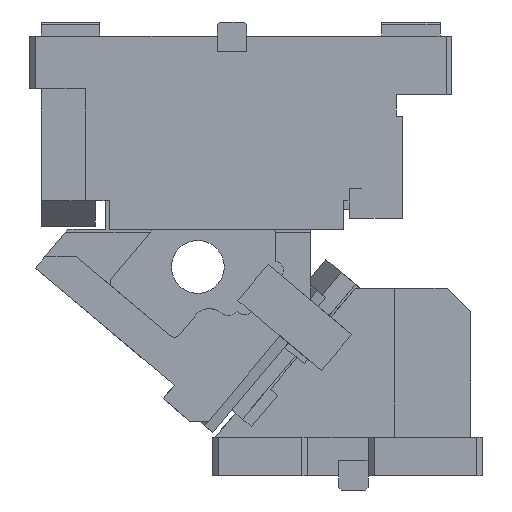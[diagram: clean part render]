
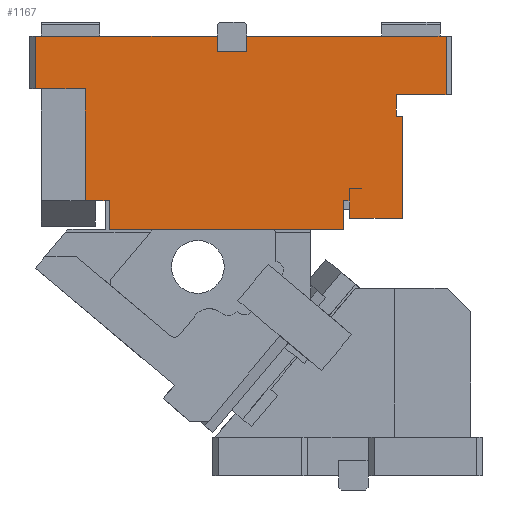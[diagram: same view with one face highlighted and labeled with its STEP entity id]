
A CAD part, left-side view. The second image highlights one B-rep face of the part: STEP entity #1167.
In plain terms, the highlighted planar face has unit normal (-1, 0, 0).
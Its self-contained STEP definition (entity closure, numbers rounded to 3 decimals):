
#627=CARTESIAN_POINT('Vertex',(40.859,2556.325,104.745)) ;
#630=CARTESIAN_POINT('Line Origine',(40.859,2558.575,104.745)) ;
#634=CARTESIAN_POINT('Vertex',(40.859,2560.825,104.745)) ;
#658=CARTESIAN_POINT('Vertex',(40.859,2556.325,115.245)) ;
#661=CARTESIAN_POINT('Line Origine',(40.859,2556.325,109.995)) ;
#682=CARTESIAN_POINT('Vertex',(40.859,2545.825,115.245)) ;
#685=CARTESIAN_POINT('Line Origine',(40.859,2551.075,115.245)) ;
#715=CARTESIAN_POINT('Vertex',(40.859,2545.825,114.745)) ;
#718=CARTESIAN_POINT('Line Origine',(40.859,2545.825,114.995)) ;
#935=CARTESIAN_POINT('Vertex',(40.859,2560.825,79.745)) ;
#945=CARTESIAN_POINT('Line Origine',(40.859,2560.825,92.245)) ;
#991=CARTESIAN_POINT('Vertex',(40.859,2760.825,79.745)) ;
#994=CARTESIAN_POINT('Line Origine',(40.859,2760.825,92.245)) ;
#998=CARTESIAN_POINT('Vertex',(40.859,2760.825,104.745)) ;
#1014=CARTESIAN_POINT('Axis2P3D Location',(40.859,2658.981,176.441)) ;
#1019=CARTESIAN_POINT('Line Origine',(40.859,2516.158,185.873)) ;
#1023=CARTESIAN_POINT('Vertex',(40.859,2516.158,195.)) ;
#1025=CARTESIAN_POINT('Vertex',(40.859,2516.158,176.745)) ;
#1028=CARTESIAN_POINT('Line Origine',(40.859,2494.908,195.)) ;
#1032=CARTESIAN_POINT('Vertex',(40.859,2473.658,195.)) ;
#1035=CARTESIAN_POINT('Line Origine',(40.859,2473.658,220.)) ;
#1039=CARTESIAN_POINT('Vertex',(40.859,2473.658,245.)) ;
#1042=CARTESIAN_POINT('Line Origine',(40.859,2558.658,245.)) ;
#1046=CARTESIAN_POINT('Vertex',(40.859,2643.658,245.)) ;
#1049=CARTESIAN_POINT('Line Origine',(40.859,2643.658,238.5)) ;
#1053=CARTESIAN_POINT('Vertex',(40.859,2643.658,232.)) ;
#1056=CARTESIAN_POINT('Line Origine',(40.859,2656.158,232.)) ;
#1060=CARTESIAN_POINT('Vertex',(40.859,2668.658,232.)) ;
#1063=CARTESIAN_POINT('Line Origine',(40.859,2668.658,238.5)) ;
#1067=CARTESIAN_POINT('Vertex',(40.859,2668.658,245.)) ;
#1070=CARTESIAN_POINT('Line Origine',(40.859,2746.158,245.)) ;
#1074=CARTESIAN_POINT('Vertex',(40.859,2823.658,245.)) ;
#1077=CARTESIAN_POINT('Line Origine',(40.859,2823.658,222.5)) ;
#1081=CARTESIAN_POINT('Vertex',(40.859,2823.658,200.)) ;
#1084=CARTESIAN_POINT('Line Origine',(40.859,2802.408,200.)) ;
#1088=CARTESIAN_POINT('Vertex',(40.859,2781.158,200.)) ;
#1091=CARTESIAN_POINT('Line Origine',(40.859,2781.158,152.373)) ;
#1095=CARTESIAN_POINT('Vertex',(40.859,2781.158,104.745)) ;
#1098=CARTESIAN_POINT('Line Origine',(40.859,2770.992,104.745)) ;
#1103=CARTESIAN_POINT('Line Origine',(40.859,2660.825,79.745)) ;
#1108=CARTESIAN_POINT('Line Origine',(40.859,2550.825,114.745)) ;
#1112=CARTESIAN_POINT('Vertex',(40.859,2555.825,114.745)) ;
#1115=CARTESIAN_POINT('Line Origine',(40.859,2555.825,102.245)) ;
#1119=CARTESIAN_POINT('Vertex',(40.859,2555.825,89.745)) ;
#1122=CARTESIAN_POINT('Line Origine',(40.859,2533.325,89.745)) ;
#1126=CARTESIAN_POINT('Vertex',(40.859,2510.825,89.745)) ;
#1129=CARTESIAN_POINT('Line Origine',(40.859,2510.825,133.245)) ;
#1133=CARTESIAN_POINT('Vertex',(40.859,2510.825,176.745)) ;
#1136=CARTESIAN_POINT('Line Origine',(40.859,2513.492,176.745)) ;
#631=DIRECTION('Vector Direction',(0.,-1.,0.)) ;
#662=DIRECTION('Vector Direction',(0.,0.,1.)) ;
#686=DIRECTION('Vector Direction',(0.,-1.,0.)) ;
#719=DIRECTION('Vector Direction',(0.,0.,-1.)) ;
#946=DIRECTION('Vector Direction',(0.,0.,1.)) ;
#995=DIRECTION('Vector Direction',(0.,0.,1.)) ;
#1015=DIRECTION('Axis2P3D Direction',(-1.,0.,0.)) ;
#1016=DIRECTION('Axis2P3D XDirection',(0.,1.,0.)) ;
#1020=DIRECTION('Vector Direction',(0.,0.,-1.)) ;
#1029=DIRECTION('Vector Direction',(0.,-1.,0.)) ;
#1036=DIRECTION('Vector Direction',(0.,0.,-1.)) ;
#1043=DIRECTION('Vector Direction',(0.,-1.,0.)) ;
#1050=DIRECTION('Vector Direction',(0.,0.,-1.)) ;
#1057=DIRECTION('Vector Direction',(0.,1.,0.)) ;
#1064=DIRECTION('Vector Direction',(0.,0.,1.)) ;
#1071=DIRECTION('Vector Direction',(0.,-1.,0.)) ;
#1078=DIRECTION('Vector Direction',(0.,0.,1.)) ;
#1085=DIRECTION('Vector Direction',(0.,-1.,0.)) ;
#1092=DIRECTION('Vector Direction',(0.,0.,1.)) ;
#1099=DIRECTION('Vector Direction',(0.,1.,0.)) ;
#1104=DIRECTION('Vector Direction',(0.,-1.,0.)) ;
#1109=DIRECTION('Vector Direction',(0.,-1.,0.)) ;
#1116=DIRECTION('Vector Direction',(0.,0.,-1.)) ;
#1123=DIRECTION('Vector Direction',(0.,1.,0.)) ;
#1130=DIRECTION('Vector Direction',(0.,0.,1.)) ;
#1137=DIRECTION('Vector Direction',(0.,1.,0.)) ;
#1017=AXIS2_PLACEMENT_3D('Plane Axis2P3D',#1014,#1015,#1016) ;
#1142=ORIENTED_EDGE('',*,*,#1027,.F.) ;
#1143=ORIENTED_EDGE('',*,*,#1034,.T.) ;
#1144=ORIENTED_EDGE('',*,*,#1041,.F.) ;
#1145=ORIENTED_EDGE('',*,*,#1048,.F.) ;
#1146=ORIENTED_EDGE('',*,*,#1055,.T.) ;
#1147=ORIENTED_EDGE('',*,*,#1062,.T.) ;
#1148=ORIENTED_EDGE('',*,*,#1069,.T.) ;
#1149=ORIENTED_EDGE('',*,*,#1076,.F.) ;
#1150=ORIENTED_EDGE('',*,*,#1083,.F.) ;
#1151=ORIENTED_EDGE('',*,*,#1090,.T.) ;
#1152=ORIENTED_EDGE('',*,*,#1097,.F.) ;
#1153=ORIENTED_EDGE('',*,*,#1102,.F.) ;
#1154=ORIENTED_EDGE('',*,*,#1000,.F.) ;
#1155=ORIENTED_EDGE('',*,*,#1107,.T.) ;
#1156=ORIENTED_EDGE('',*,*,#949,.T.) ;
#1157=ORIENTED_EDGE('',*,*,#636,.T.) ;
#1158=ORIENTED_EDGE('',*,*,#665,.T.) ;
#1159=ORIENTED_EDGE('',*,*,#689,.T.) ;
#1160=ORIENTED_EDGE('',*,*,#722,.T.) ;
#1161=ORIENTED_EDGE('',*,*,#1114,.F.) ;
#1162=ORIENTED_EDGE('',*,*,#1121,.T.) ;
#1163=ORIENTED_EDGE('',*,*,#1128,.F.) ;
#1164=ORIENTED_EDGE('',*,*,#1135,.T.) ;
#1165=ORIENTED_EDGE('',*,*,#1140,.T.) ;
#632=VECTOR('Line Direction',#631,1.) ;
#663=VECTOR('Line Direction',#662,1.) ;
#687=VECTOR('Line Direction',#686,1.) ;
#720=VECTOR('Line Direction',#719,1.) ;
#947=VECTOR('Line Direction',#946,1.) ;
#996=VECTOR('Line Direction',#995,1.) ;
#1021=VECTOR('Line Direction',#1020,1.) ;
#1030=VECTOR('Line Direction',#1029,1.) ;
#1037=VECTOR('Line Direction',#1036,1.) ;
#1044=VECTOR('Line Direction',#1043,1.) ;
#1051=VECTOR('Line Direction',#1050,1.) ;
#1058=VECTOR('Line Direction',#1057,1.) ;
#1065=VECTOR('Line Direction',#1064,1.) ;
#1072=VECTOR('Line Direction',#1071,1.) ;
#1079=VECTOR('Line Direction',#1078,1.) ;
#1086=VECTOR('Line Direction',#1085,1.) ;
#1093=VECTOR('Line Direction',#1092,1.) ;
#1100=VECTOR('Line Direction',#1099,1.) ;
#1105=VECTOR('Line Direction',#1104,1.) ;
#1110=VECTOR('Line Direction',#1109,1.) ;
#1117=VECTOR('Line Direction',#1116,1.) ;
#1124=VECTOR('Line Direction',#1123,1.) ;
#1131=VECTOR('Line Direction',#1130,1.) ;
#1138=VECTOR('Line Direction',#1137,1.) ;
#1167=ADVANCED_FACE('CAM HOLDER',(#1166),#1018,.T.) ;
#636=EDGE_CURVE('',#635,#628,#633,.T.) ;
#665=EDGE_CURVE('',#628,#659,#664,.T.) ;
#689=EDGE_CURVE('',#659,#683,#688,.T.) ;
#722=EDGE_CURVE('',#683,#716,#721,.T.) ;
#949=EDGE_CURVE('',#936,#635,#948,.T.) ;
#1000=EDGE_CURVE('',#992,#999,#997,.T.) ;
#1027=EDGE_CURVE('',#1024,#1026,#1022,.T.) ;
#1034=EDGE_CURVE('',#1024,#1033,#1031,.T.) ;
#1041=EDGE_CURVE('',#1040,#1033,#1038,.T.) ;
#1048=EDGE_CURVE('',#1047,#1040,#1045,.T.) ;
#1055=EDGE_CURVE('',#1047,#1054,#1052,.T.) ;
#1062=EDGE_CURVE('',#1054,#1061,#1059,.T.) ;
#1069=EDGE_CURVE('',#1061,#1068,#1066,.T.) ;
#1076=EDGE_CURVE('',#1075,#1068,#1073,.T.) ;
#1083=EDGE_CURVE('',#1082,#1075,#1080,.T.) ;
#1090=EDGE_CURVE('',#1082,#1089,#1087,.T.) ;
#1097=EDGE_CURVE('',#1096,#1089,#1094,.T.) ;
#1102=EDGE_CURVE('',#999,#1096,#1101,.T.) ;
#1107=EDGE_CURVE('',#992,#936,#1106,.T.) ;
#1114=EDGE_CURVE('',#1113,#716,#1111,.T.) ;
#1121=EDGE_CURVE('',#1113,#1120,#1118,.T.) ;
#1128=EDGE_CURVE('',#1127,#1120,#1125,.T.) ;
#1135=EDGE_CURVE('',#1127,#1134,#1132,.T.) ;
#1140=EDGE_CURVE('',#1134,#1026,#1139,.T.) ;
#1141=EDGE_LOOP('',(#1142,#1143,#1144,#1145,#1146,#1147,#1148,#1149,#1150,#1151,#1152,#1153,#1154,#1155,#1156,#1157,#1158,#1159,#1160,#1161,#1162,#1163,#1164,#1165)) ;
#1166=FACE_OUTER_BOUND('',#1141,.T.) ;
#633=LINE('Line',#630,#632) ;
#664=LINE('Line',#661,#663) ;
#688=LINE('Line',#685,#687) ;
#721=LINE('Line',#718,#720) ;
#948=LINE('Line',#945,#947) ;
#997=LINE('Line',#994,#996) ;
#1022=LINE('Line',#1019,#1021) ;
#1031=LINE('Line',#1028,#1030) ;
#1038=LINE('Line',#1035,#1037) ;
#1045=LINE('Line',#1042,#1044) ;
#1052=LINE('Line',#1049,#1051) ;
#1059=LINE('Line',#1056,#1058) ;
#1066=LINE('Line',#1063,#1065) ;
#1073=LINE('Line',#1070,#1072) ;
#1080=LINE('Line',#1077,#1079) ;
#1087=LINE('Line',#1084,#1086) ;
#1094=LINE('Line',#1091,#1093) ;
#1101=LINE('Line',#1098,#1100) ;
#1106=LINE('Line',#1103,#1105) ;
#1111=LINE('Line',#1108,#1110) ;
#1118=LINE('Line',#1115,#1117) ;
#1125=LINE('Line',#1122,#1124) ;
#1132=LINE('Line',#1129,#1131) ;
#1139=LINE('Line',#1136,#1138) ;
#1018=PLANE('Plane',#1017) ;
#628=VERTEX_POINT('',#627) ;
#635=VERTEX_POINT('',#634) ;
#659=VERTEX_POINT('',#658) ;
#683=VERTEX_POINT('',#682) ;
#716=VERTEX_POINT('',#715) ;
#936=VERTEX_POINT('',#935) ;
#992=VERTEX_POINT('',#991) ;
#999=VERTEX_POINT('',#998) ;
#1024=VERTEX_POINT('',#1023) ;
#1026=VERTEX_POINT('',#1025) ;
#1033=VERTEX_POINT('',#1032) ;
#1040=VERTEX_POINT('',#1039) ;
#1047=VERTEX_POINT('',#1046) ;
#1054=VERTEX_POINT('',#1053) ;
#1061=VERTEX_POINT('',#1060) ;
#1068=VERTEX_POINT('',#1067) ;
#1075=VERTEX_POINT('',#1074) ;
#1082=VERTEX_POINT('',#1081) ;
#1089=VERTEX_POINT('',#1088) ;
#1096=VERTEX_POINT('',#1095) ;
#1113=VERTEX_POINT('',#1112) ;
#1120=VERTEX_POINT('',#1119) ;
#1127=VERTEX_POINT('',#1126) ;
#1134=VERTEX_POINT('',#1133) ;
